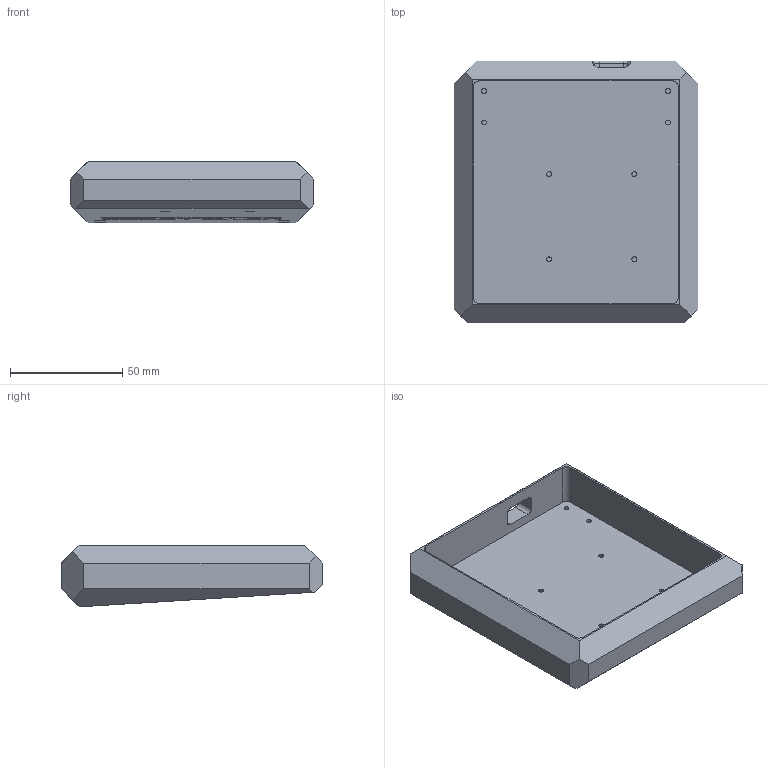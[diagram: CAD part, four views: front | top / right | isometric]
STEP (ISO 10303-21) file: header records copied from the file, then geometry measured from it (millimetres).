
FILE_DESCRIPTION(/* description */ (''),/* implementation_level */ '2;1');
FILE_NAME(/* name */ 'Plaid-Pad Case MX v25.step',/* time_stamp */ '2021-07-29T18:49:54+02:00',/* author */ (''),/* organization */ (''),/* preprocessor_version */ 'ST-DEVELOPER v18.1',/* originating_system */ 'Autodesk Translation Framework v10.9.0.1377',/* authorisation */ '');
FILE_SCHEMA (('AUTOMOTIVE_DESIGN { 1 0 10303 214 3 1 1 }'));
Length unit declared in the file: millimetre
Products named in the file (1): Plaid-Pad Case MX
Bounding box: 108.65 x 116.65 x 27.5 mm (x, y, z)
Volume: 112341.2 mm3; surface area: 40471.9 mm2
Topology: 1 solids, 1 shells, 609 faces, 1663 edges, 1107 vertices
Faces by surface type: plane 301, bspline 264, cylinder 42, cone 2
Full cylindrical faces by diameter (mm): 4.5 x8
Entity records: 20133 total; most frequent: CARTESIAN_POINT 7113, ORIENTED_EDGE 3326, DIRECTION 1902, EDGE_CURVE 1663, VERTEX_POINT 1107, LINE 1042, VECTOR 1042, EDGE_LOOP 662
